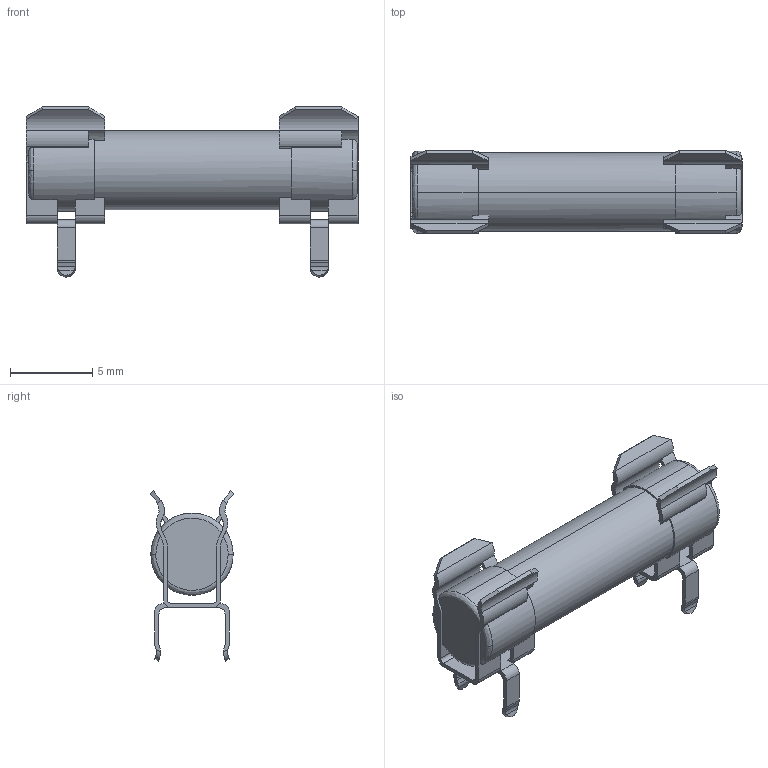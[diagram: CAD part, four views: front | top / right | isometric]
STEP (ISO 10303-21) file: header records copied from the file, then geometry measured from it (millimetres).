
FILE_DESCRIPTION(('FreeCAD Model'),'2;1');
FILE_NAME('fuse_clips_5mm_typeII.step', '2016-10-17T11:03:26',('Author'),(''), 'Open CASCADE STEP processor 6.8','FreeCAD','Unknown');
FILE_SCHEMA(('AUTOMOTIVE_DESIGN_CC2 { 1 2 10303 214 -1 1 5 4 }'));
Length unit declared in the file: millimetre
Products named in the file (2): ASSEMBLY; fuse_clips_5mm_typeII
Assembly tree (1 placements, depth 2):
  ASSEMBLY
    fuse_clips_5mm_typeII
Bounding box: 20.2 x 5.1 x 10.35 mm (x, y, z)
Volume: 402.4 mm3; surface area: 577.8 mm2
Topology: 1 solids, 1 shells, 206 faces, 660 edges, 436 vertices
Faces by surface type: plane 116, cylinder 78, bspline 12
Entity records: 32736 total; most frequent: CARTESIAN_POINT 19666, DIRECTION 1842, ORIENTED_EDGE 1320, PCURVE 1320, DEFINITIONAL_REPRESENTATION 1320, LINE 870, VECTOR 870, EDGE_CURVE 660
